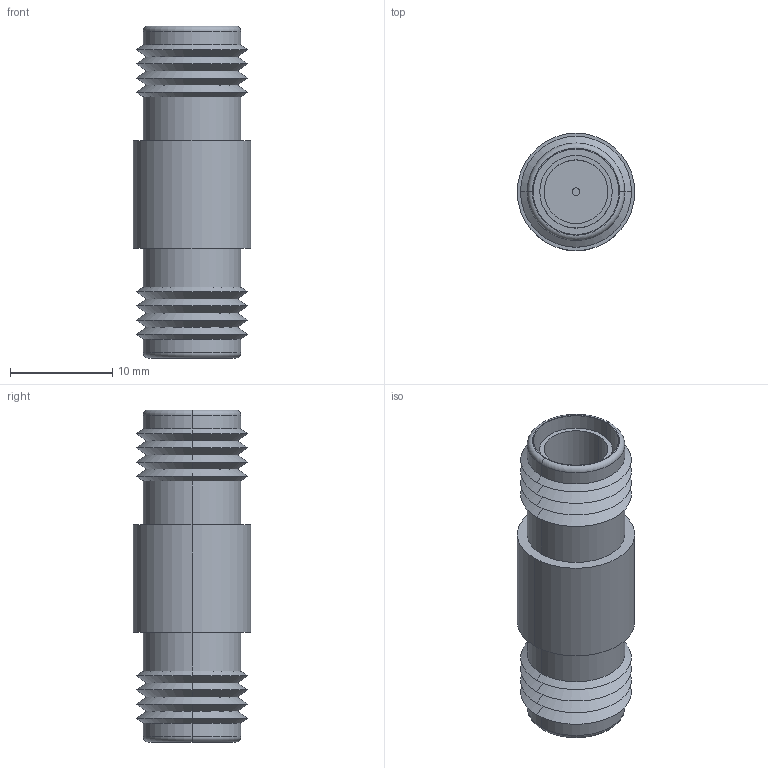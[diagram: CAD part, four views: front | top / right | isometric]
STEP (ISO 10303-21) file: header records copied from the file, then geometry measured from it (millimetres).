
FILE_DESCRIPTION (( 'STEP AP203' ), '1' );
FILE_NAME ('AXA-RTJRTJ.STEP', '2010-04-22T14:13:12', ( 'x' ), ( 'Microsoft' ), 'SwSTEP 2.0', 'SolidWorks 2010', '' );
FILE_SCHEMA (( 'CONFIG_CONTROL_DESIGN' ));
Length unit declared in the file: inch
Products named in the file (1): AXA-RTJRTJ
Bounding box: 11.51 x 11.51 x 32.51 mm (x, y, z)
Volume: 1868.1 mm3; surface area: 2672.1 mm2
Topology: 1 solids, 1 shells, 74 faces, 146 edges, 84 vertices
Faces by surface type: cone 32, cylinder 26, plane 12, torus 4
Entity records: 1977 total; most frequent: DIRECTION 384, CARTESIAN_POINT 305, ORIENTED_EDGE 292, AXIS2_PLACEMENT_3D 163, EDGE_CURVE 146, CIRCLE 88, VERTEX_POINT 84, EDGE_LOOP 84
